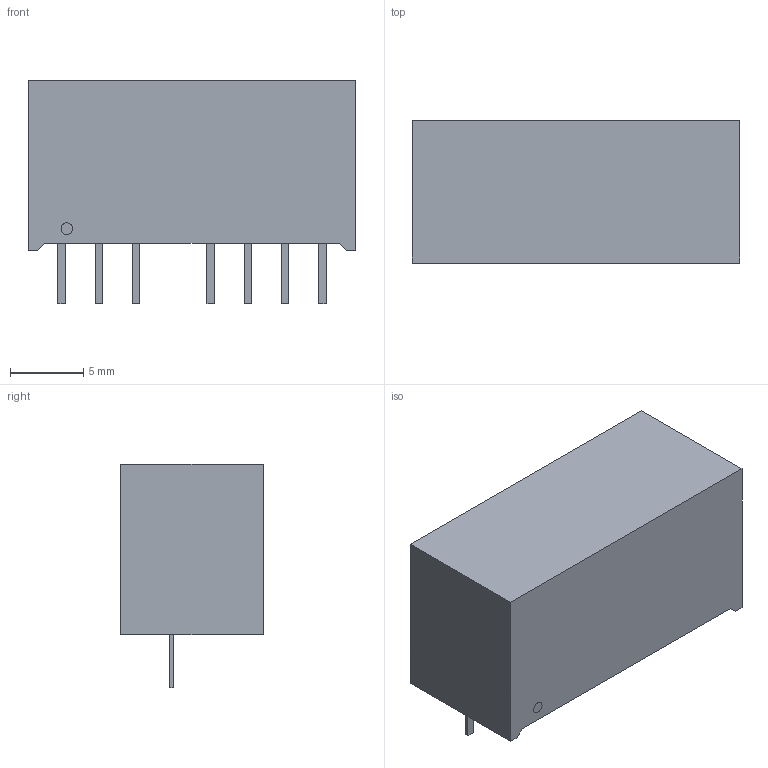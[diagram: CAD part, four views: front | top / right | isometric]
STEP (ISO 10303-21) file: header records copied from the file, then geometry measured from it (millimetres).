
FILE_DESCRIPTION(/* description */ (''),/* implementation_level */ '2;1');
FILE_NAME(/* name */ 'DCDC_RECOM_RS6.stp',/* time_stamp */ '2017-06-19T08:33:10+02:00',/* author */ ('jchouvet'),/* organization */ (''),/* preprocessor_version */ 'ST-DEVELOPER v16.1',/* originating_system */ 'AutoCAD Mechanical',/* authorisation */ '');
FILE_SCHEMA (('AUTOMOTIVE_DESIGN { 1 0 10303 214 3 1 1 }'));
Length unit declared in the file: millimetre
Products named in the file (1): Product
Bounding box: 22.3 x 9.7 x 15.2 mm (x, y, z)
Volume: 2413.1 mm3; surface area: 1204.8 mm2
Topology: 9 solids, 9 shells, 57 faces, 114 edges, 76 vertices
Faces by surface type: plane 55, cylinder 2
Full cylindrical faces by diameter (mm): 0.8 x2
Entity records: 1473 total; most frequent: CARTESIAN_POINT 246, DIRECTION 232, ORIENTED_EDGE 224, EDGE_CURVE 112, LINE 108, VECTOR 108, VERTEX_POINT 76, AXIS2_PLACEMENT_3D 62
